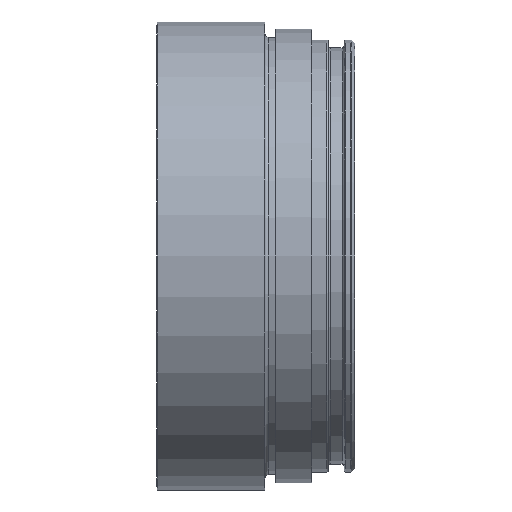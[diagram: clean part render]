
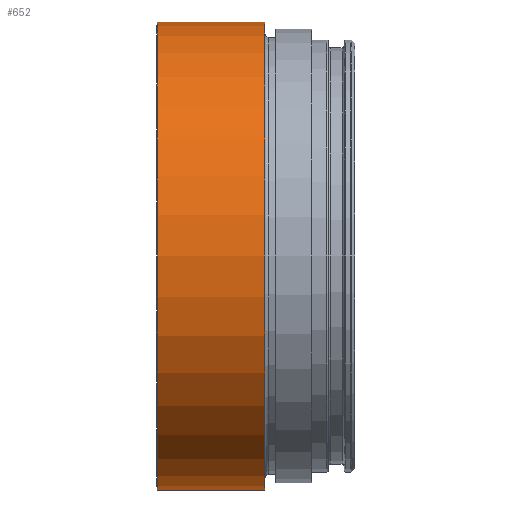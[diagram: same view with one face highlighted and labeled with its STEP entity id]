
A CAD part, front view. The second image highlights one B-rep face of the part: STEP entity #652.
In plain terms, the highlighted cylindrical face has radius 32.5 mm (diameter 65 mm), a partial arc.
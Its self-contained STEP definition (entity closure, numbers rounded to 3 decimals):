
#9 = CARTESIAN_POINT ( 'NONE',  ( 15., 0., 0. ) ) ;
#36 = CARTESIAN_POINT ( 'NONE',  ( 15., 0., -32.5 ) ) ;
#87 = EDGE_CURVE ( 'NONE', #610, #1387, #1015, .T. ) ;
#92 = VERTEX_POINT ( 'NONE', #1105 ) ;
#109 = VERTEX_POINT ( 'NONE', #36 ) ;
#134 = DIRECTION ( 'NONE',  ( -1., 0., 0. ) ) ;
#195 = CYLINDRICAL_SURFACE ( 'NONE', #1469, 32.5 ) ;
#253 = DIRECTION ( 'NONE',  ( -1., 0., 0. ) ) ;
#325 = CARTESIAN_POINT ( 'NONE',  ( 0., 0., 32.5 ) ) ;
#347 = ORIENTED_EDGE ( 'NONE', *, *, #552, .T. ) ;
#463 = VECTOR ( 'NONE', #134, 1000. ) ;
#536 = CARTESIAN_POINT ( 'NONE',  ( 0., 0., -32.5 ) ) ;
#541 = DIRECTION ( 'NONE',  ( 0., 0., 1. ) ) ;
#552 = EDGE_CURVE ( 'NONE', #92, #1387, #1328, .T. ) ;
#559 = FACE_OUTER_BOUND ( 'NONE', #780, .T. ) ;
#571 = EDGE_CURVE ( 'NONE', #109, #92, #1061, .T. ) ;
#608 = CARTESIAN_POINT ( 'NONE',  ( 0., 0., 32.5 ) ) ;
#610 = VERTEX_POINT ( 'NONE', #536 ) ;
#617 = DIRECTION ( 'NONE',  ( 0., 0., 1. ) ) ;
#635 = DIRECTION ( 'NONE',  ( -1., 0., 0. ) ) ;
#652 = ADVANCED_FACE ( 'NONE', ( #559 ), #195, .T. ) ;
#711 = ORIENTED_EDGE ( 'NONE', *, *, #571, .T. ) ;
#780 = EDGE_LOOP ( 'NONE', ( #1010, #711, #347, #1359 ) ) ;
#786 = DIRECTION ( 'NONE',  ( -1., 0., 0. ) ) ;
#816 = AXIS2_PLACEMENT_3D ( 'NONE', #1325, #253, #617 ) ;
#870 = LINE ( 'NONE', #1227, #463 ) ;
#1010 = ORIENTED_EDGE ( 'NONE', *, *, #1107, .F. ) ;
#1015 = CIRCLE ( 'NONE', #816, 32.5 ) ;
#1061 = CIRCLE ( 'NONE', #1392, 32.5 ) ;
#1105 = CARTESIAN_POINT ( 'NONE',  ( 15., 0., 32.5 ) ) ;
#1107 = EDGE_CURVE ( 'NONE', #109, #610, #870, .T. ) ;
#1125 = DIRECTION ( 'NONE',  ( 0., 0., 1. ) ) ;
#1227 = CARTESIAN_POINT ( 'NONE',  ( 0., 0., -32.5 ) ) ;
#1235 = DIRECTION ( 'NONE',  ( -1., 0., 0. ) ) ;
#1252 = CARTESIAN_POINT ( 'NONE',  ( 0., 0., 0. ) ) ;
#1325 = CARTESIAN_POINT ( 'NONE',  ( 0., 0., 0. ) ) ;
#1328 = LINE ( 'NONE', #608, #1557 ) ;
#1359 = ORIENTED_EDGE ( 'NONE', *, *, #87, .F. ) ;
#1387 = VERTEX_POINT ( 'NONE', #325 ) ;
#1392 = AXIS2_PLACEMENT_3D ( 'NONE', #9, #1235, #1125 ) ;
#1469 = AXIS2_PLACEMENT_3D ( 'NONE', #1252, #786, #541 ) ;
#1557 = VECTOR ( 'NONE', #635, 1000. ) ;
